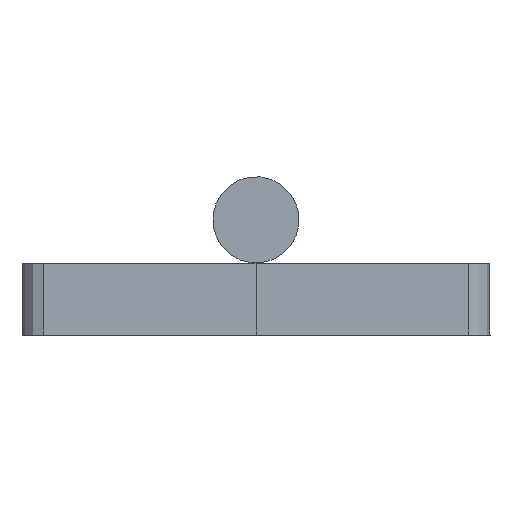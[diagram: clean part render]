
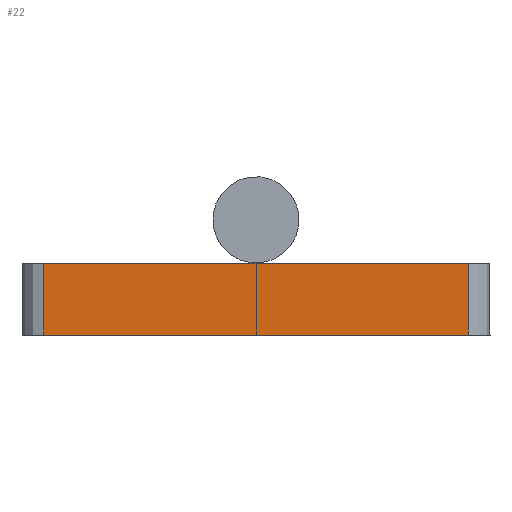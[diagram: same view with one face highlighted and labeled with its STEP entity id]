
A CAD part, left-side view. The second image highlights one B-rep face of the part: STEP entity #22.
In plain terms, the highlighted planar face has unit normal (-1, 0, 0).
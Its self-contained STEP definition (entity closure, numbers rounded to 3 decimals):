
#22 = ADVANCED_FACE ( 'NONE', ( #439 ), #578, .T. ) ;
#23 = CARTESIAN_POINT ( 'NONE',  ( -140., -29.5, 0. ) ) ;
#46 = ORIENTED_EDGE ( 'NONE', *, *, #534, .T. ) ;
#51 = VERTEX_POINT ( 'NONE', #401 ) ;
#64 = DIRECTION ( 'NONE',  ( 0., -1., 0. ) ) ;
#80 = CARTESIAN_POINT ( 'NONE',  ( -140., -32.5, 0. ) ) ;
#82 = VERTEX_POINT ( 'NONE', #94 ) ;
#94 = CARTESIAN_POINT ( 'NONE',  ( -140., 29.5, -10. ) ) ;
#167 = DIRECTION ( 'NONE',  ( 0., 0., -1. ) ) ;
#170 = EDGE_CURVE ( 'NONE', #51, #805, #332, .T. ) ;
#171 = LINE ( 'NONE', #849, #189 ) ;
#178 = VECTOR ( 'NONE', #64, 1000. ) ;
#189 = VECTOR ( 'NONE', #437, 1000. ) ;
#220 = DIRECTION ( 'NONE',  ( -1., 0., 0. ) ) ;
#232 = LINE ( 'NONE', #502, #314 ) ;
#239 = EDGE_CURVE ( 'NONE', #543, #805, #171, .T. ) ;
#244 = VECTOR ( 'NONE', #342, 1000. ) ;
#314 = VECTOR ( 'NONE', #167, 1000. ) ;
#332 = LINE ( 'NONE', #80, #244 ) ;
#340 = EDGE_CURVE ( 'NONE', #51, #82, #232, .T. ) ;
#342 = DIRECTION ( 'NONE',  ( 0., -1., 0. ) ) ;
#359 = DIRECTION ( 'NONE',  ( 0., 0., 1. ) ) ;
#396 = CARTESIAN_POINT ( 'NONE',  ( -140., -29.5, -10. ) ) ;
#401 = CARTESIAN_POINT ( 'NONE',  ( -140., 29.5, 0. ) ) ;
#417 = ORIENTED_EDGE ( 'NONE', *, *, #239, .T. ) ;
#437 = DIRECTION ( 'NONE',  ( 0., 0., 1. ) ) ;
#439 = FACE_OUTER_BOUND ( 'NONE', #864, .T. ) ;
#466 = CARTESIAN_POINT ( 'NONE',  ( -140., -32.5, -10. ) ) ;
#502 = CARTESIAN_POINT ( 'NONE',  ( -140., 29.5, -10. ) ) ;
#514 = CARTESIAN_POINT ( 'NONE',  ( -140., -32.5, -10. ) ) ;
#534 = EDGE_CURVE ( 'NONE', #82, #543, #749, .T. ) ;
#543 = VERTEX_POINT ( 'NONE', #396 ) ;
#578 = PLANE ( 'NONE',  #611 ) ;
#589 = ORIENTED_EDGE ( 'NONE', *, *, #170, .F. ) ;
#611 = AXIS2_PLACEMENT_3D ( 'NONE', #514, #220, #359 ) ;
#730 = ORIENTED_EDGE ( 'NONE', *, *, #340, .T. ) ;
#749 = LINE ( 'NONE', #466, #178 ) ;
#805 = VERTEX_POINT ( 'NONE', #23 ) ;
#849 = CARTESIAN_POINT ( 'NONE',  ( -140., -29.5, -10. ) ) ;
#864 = EDGE_LOOP ( 'NONE', ( #46, #417, #589, #730 ) ) ;
